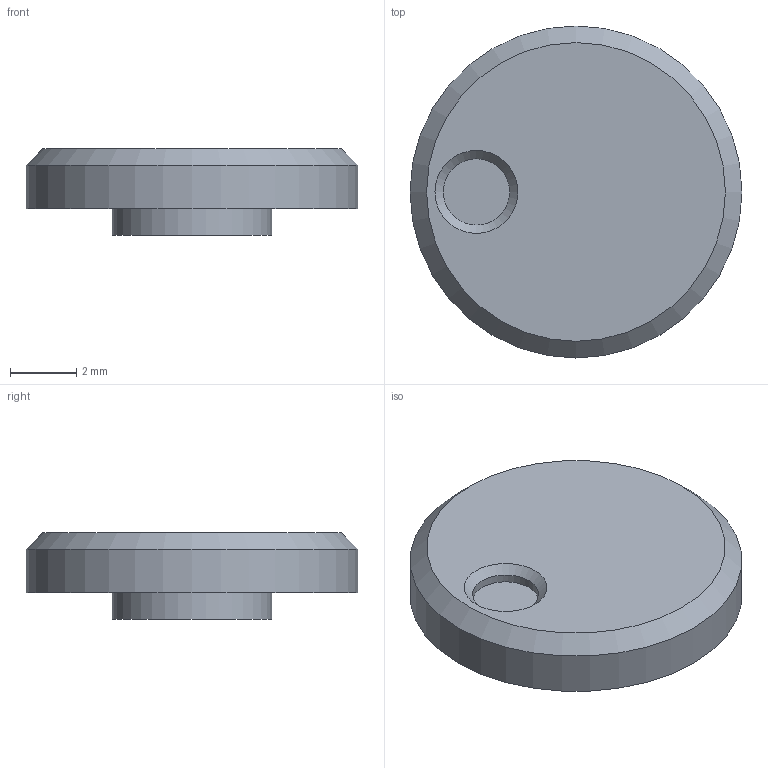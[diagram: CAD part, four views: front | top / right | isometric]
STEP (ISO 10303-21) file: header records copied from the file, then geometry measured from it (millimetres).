
FILE_DESCRIPTION(/* description */ (''),/* implementation_level */ '2;1');
FILE_NAME(/* name */ 'ftbcVolumeWheel083124.step',/* time_stamp */ '2024-09-05T09:10:52-07:00',/* author */ (''),/* organization */ (''),/* preprocessor_version */ 'ST-DEVELOPER v20',/* originating_system */ 'Autodesk Translation Framework v13.14.0.145',/* authorisation */ '');
FILE_SCHEMA (('AUTOMOTIVE_DESIGN { 1 0 10303 214 3 1 1 }'));
Length unit declared in the file: millimetre
Products named in the file (1): KnurlyBoi
Bounding box: 10 x 10 x 2.6 mm (x, y, z)
Volume: 131.1 mm3; surface area: 243.4 mm2
Topology: 1 solids, 1 shells, 28 faces, 56 edges, 34 vertices
Faces by surface type: cylinder 12, plane 10, torus 4, cone 2
Full cylindrical faces by diameter (mm): 2 x1, 4.8 x1, 8.2 x1, 10 x1
Entity records: 763 total; most frequent: DIRECTION 144, CARTESIAN_POINT 119, ORIENTED_EDGE 112, AXIS2_PLACEMENT_3D 59, EDGE_CURVE 56, VERTEX_POINT 34, EDGE_LOOP 32, CIRCLE 30
